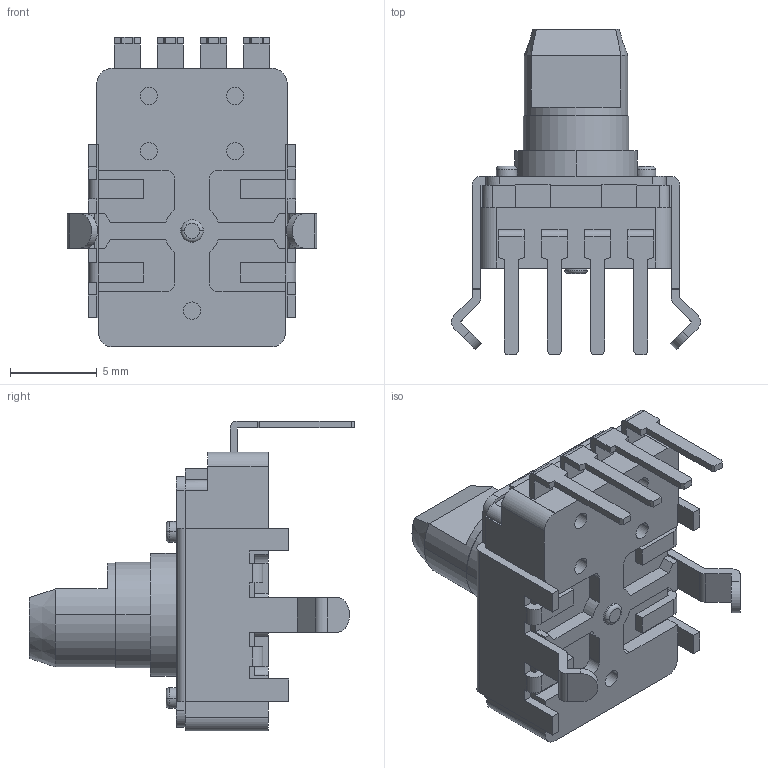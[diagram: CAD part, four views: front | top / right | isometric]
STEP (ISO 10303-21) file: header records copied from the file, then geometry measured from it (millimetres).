
FILE_DESCRIPTION((''),'2;1');
FILE_NAME('PTV111-4215A','2015-10-21T',('RICKB'),('Bourns, Inc.'),'PRO/ENGINEER BY PARAMETRIC TECHNOLOGY CORPORATION, 2012230','PRO/ENGINEER BY PARAMETRIC TECHNOLOGY CORPORATION, 2012230','');
FILE_SCHEMA(('CONFIG_CONTROL_DESIGN'));
Length unit declared in the file: millimetre
Products named in the file (1): PTV111-4215A
Bounding box: 14.4 x 18.8 x 17.9 mm (x, y, z)
Volume: 1156.2 mm3; surface area: 1237.3 mm2
Topology: 1 solids, 1 shells, 255 faces, 718 edges, 474 vertices
Faces by surface type: plane 186, cylinder 62, torus 6, cone 1
Entity records: 8255 total; most frequent: CARTESIAN_POINT 1455, ORIENTED_EDGE 1436, DIRECTION 1383, EDGE_CURVE 718, VECTOR 559, LINE 559, VERTEX_POINT 474, AXIS2_PLACEMENT_3D 412
